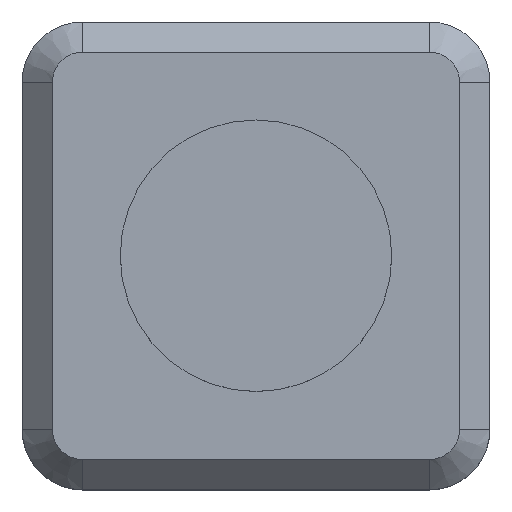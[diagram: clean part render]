
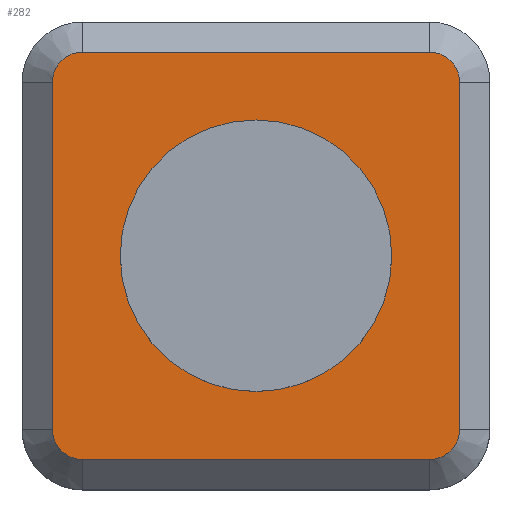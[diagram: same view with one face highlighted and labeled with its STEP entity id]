
A CAD part, top view. The second image highlights one B-rep face of the part: STEP entity #282.
In plain terms, the highlighted planar face has unit normal (0, 0, 1).
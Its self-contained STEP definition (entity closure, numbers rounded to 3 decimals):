
#187=CARTESIAN_POINT('',(0.,0.,1.2));
#188=DIRECTION('',(0.,0.,1.));
#189=DIRECTION('',(1.,0.,0.));
#190=AXIS2_PLACEMENT_3D('',#187,#188,#189);
#191=PLANE('',#190);
#192=CARTESIAN_POINT('',(-0.9,0.,1.2));
#193=VERTEX_POINT('',#192);
#194=CARTESIAN_POINT('',(0.9,-0.,1.2));
#195=VERTEX_POINT('',#194);
#196=CARTESIAN_POINT('',(0.,0.,1.2));
#197=DIRECTION('',(0.,0.,1.));
#198=DIRECTION('',(1.,0.,-0.));
#199=AXIS2_PLACEMENT_3D('',#196,#197,#198);
#200=CIRCLE('',#199,0.9);
#201=EDGE_CURVE('',#193,#195,#200,.T.);
#202=ORIENTED_EDGE('',*,*,#201,.F.);
#203=CARTESIAN_POINT('',(0.,0.,1.2));
#204=DIRECTION('',(0.,0.,1.));
#205=DIRECTION('',(1.,0.,-0.));
#206=AXIS2_PLACEMENT_3D('',#203,#204,#205);
#207=CIRCLE('',#206,0.9);
#208=EDGE_CURVE('',#195,#193,#207,.T.);
#209=ORIENTED_EDGE('',*,*,#208,.F.);
#210=EDGE_LOOP('',(#202,#209));
#211=FACE_BOUND('',#210,.T.);
#212=CARTESIAN_POINT('',(1.15,-1.35,1.2));
#213=VERTEX_POINT('',#212);
#214=CARTESIAN_POINT('',(1.35,-1.15,1.2));
#215=VERTEX_POINT('',#214);
#216=CARTESIAN_POINT('',(1.15,-1.15,1.2));
#217=DIRECTION('',(0.,0.,1.));
#218=DIRECTION('',(1.,0.,-0.));
#219=AXIS2_PLACEMENT_3D('',#216,#217,#218);
#220=CIRCLE('',#219,0.2);
#221=EDGE_CURVE('',#213,#215,#220,.T.);
#222=ORIENTED_EDGE('',*,*,#221,.T.);
#223=CARTESIAN_POINT('',(1.35,1.15,1.2));
#224=VERTEX_POINT('',#223);
#225=CARTESIAN_POINT('',(1.35,-1.15,1.2));
#226=DIRECTION('',(0.,1.,0.));
#227=VECTOR('',#226,2.3);
#228=LINE('',#225,#227);
#229=EDGE_CURVE('',#215,#224,#228,.T.);
#230=ORIENTED_EDGE('',*,*,#229,.T.);
#231=CARTESIAN_POINT('',(1.15,1.35,1.2));
#232=VERTEX_POINT('',#231);
#233=CARTESIAN_POINT('',(1.15,1.15,1.2));
#234=DIRECTION('',(0.,0.,1.));
#235=DIRECTION('',(1.,0.,-0.));
#236=AXIS2_PLACEMENT_3D('',#233,#234,#235);
#237=CIRCLE('',#236,0.2);
#238=EDGE_CURVE('',#224,#232,#237,.T.);
#239=ORIENTED_EDGE('',*,*,#238,.T.);
#240=CARTESIAN_POINT('',(-1.15,1.35,1.2));
#241=VERTEX_POINT('',#240);
#242=CARTESIAN_POINT('',(1.15,1.35,1.2));
#243=DIRECTION('',(-1.,0.,0.));
#244=VECTOR('',#243,2.3);
#245=LINE('',#242,#244);
#246=EDGE_CURVE('',#232,#241,#245,.T.);
#247=ORIENTED_EDGE('',*,*,#246,.T.);
#248=CARTESIAN_POINT('',(-1.35,1.15,1.2));
#249=VERTEX_POINT('',#248);
#250=CARTESIAN_POINT('',(-1.15,1.15,1.2));
#251=DIRECTION('',(0.,0.,1.));
#252=DIRECTION('',(1.,0.,-0.));
#253=AXIS2_PLACEMENT_3D('',#250,#251,#252);
#254=CIRCLE('',#253,0.2);
#255=EDGE_CURVE('',#241,#249,#254,.T.);
#256=ORIENTED_EDGE('',*,*,#255,.T.);
#257=CARTESIAN_POINT('',(-1.35,-1.15,1.2));
#258=VERTEX_POINT('',#257);
#259=CARTESIAN_POINT('',(-1.35,1.15,1.2));
#260=DIRECTION('',(0.,-1.,0.));
#261=VECTOR('',#260,2.3);
#262=LINE('',#259,#261);
#263=EDGE_CURVE('',#249,#258,#262,.T.);
#264=ORIENTED_EDGE('',*,*,#263,.T.);
#265=CARTESIAN_POINT('',(-1.15,-1.35,1.2));
#266=VERTEX_POINT('',#265);
#267=CARTESIAN_POINT('',(-1.15,-1.15,1.2));
#268=DIRECTION('',(0.,0.,1.));
#269=DIRECTION('',(1.,0.,-0.));
#270=AXIS2_PLACEMENT_3D('',#267,#268,#269);
#271=CIRCLE('',#270,0.2);
#272=EDGE_CURVE('',#258,#266,#271,.T.);
#273=ORIENTED_EDGE('',*,*,#272,.T.);
#274=CARTESIAN_POINT('',(-1.15,-1.35,1.2));
#275=DIRECTION('',(1.,0.,-0.));
#276=VECTOR('',#275,2.3);
#277=LINE('',#274,#276);
#278=EDGE_CURVE('',#266,#213,#277,.T.);
#279=ORIENTED_EDGE('',*,*,#278,.T.);
#280=EDGE_LOOP('',(#222,#230,#239,#247,#256,#264,#273,#279));
#281=FACE_BOUND('',#280,.T.);
#282=ADVANCED_FACE('',(#211,#281),#191,.T.);
